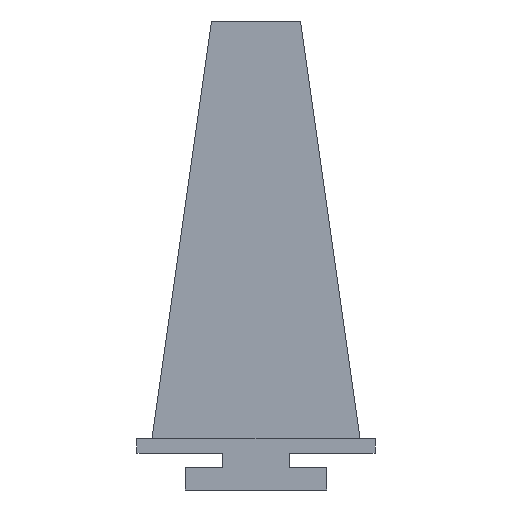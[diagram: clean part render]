
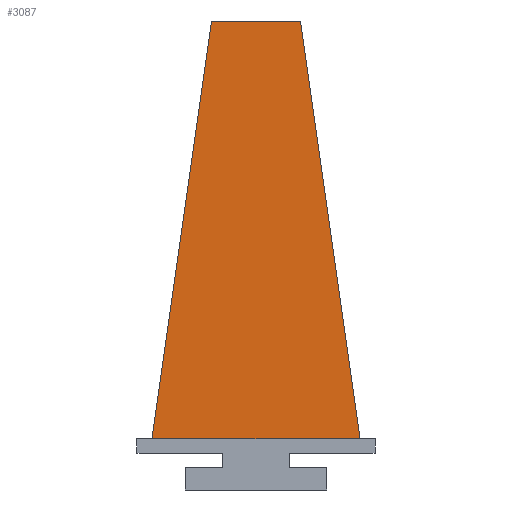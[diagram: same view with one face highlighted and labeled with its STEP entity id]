
A CAD part, front view. The second image highlights one B-rep face of the part: STEP entity #3087.
In plain terms, the highlighted planar face has unit normal (0, -1, 0).
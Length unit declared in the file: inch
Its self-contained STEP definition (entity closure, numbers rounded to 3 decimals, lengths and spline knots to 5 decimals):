
#3060=AXIS2_PLACEMENT_3D('Plane Axis2P3D',#3057,#3058,#3059) ;
#3028=CARTESIAN_POINT('Vertex',(-0.875,0.90625,0.125)) ;
#3031=CARTESIAN_POINT('Line Origine',(-0.625,0.90625,1.875)) ;
#3035=CARTESIAN_POINT('Vertex',(-0.375,0.90625,3.625)) ;
#3057=CARTESIAN_POINT('Axis2P3D Location',(0.875,0.90625,0.125)) ;
#3062=CARTESIAN_POINT('Line Origine',(0.,0.90625,3.625)) ;
#3066=CARTESIAN_POINT('Vertex',(0.375,0.90625,3.625)) ;
#3069=CARTESIAN_POINT('Line Origine',(0.,0.90625,0.125)) ;
#3073=CARTESIAN_POINT('Vertex',(0.875,0.90625,0.125)) ;
#3076=CARTESIAN_POINT('Line Origine',(0.625,0.90625,1.875)) ;
#3032=DIRECTION('Vector Direction',(0.141,0.,0.99)) ;
#3058=DIRECTION('Axis2P3D Direction',(0.,1.,-0.)) ;
#3059=DIRECTION('Axis2P3D XDirection',(-1.,0.,0.)) ;
#3063=DIRECTION('Vector Direction',(-1.,0.,0.)) ;
#3070=DIRECTION('Vector Direction',(-1.,0.,0.)) ;
#3077=DIRECTION('Vector Direction',(-0.141,0.,0.99)) ;
#3033=VECTOR('Line Direction',#3032,0.03937) ;
#3064=VECTOR('Line Direction',#3063,0.03937) ;
#3071=VECTOR('Line Direction',#3070,0.03937) ;
#3078=VECTOR('Line Direction',#3077,0.03937) ;
#3082=ORIENTED_EDGE('',*,*,#3068,.F.) ;
#3083=ORIENTED_EDGE('',*,*,#3037,.F.) ;
#3084=ORIENTED_EDGE('',*,*,#3075,.T.) ;
#3085=ORIENTED_EDGE('',*,*,#3080,.F.) ;
#3087=ADVANCED_FACE('MASTER MODEL',(#3086),#3061,.F.) ;
#3037=EDGE_CURVE('',#3029,#3036,#3034,.T.) ;
#3068=EDGE_CURVE('',#3036,#3067,#3065,.F.) ;
#3075=EDGE_CURVE('',#3029,#3074,#3072,.F.) ;
#3080=EDGE_CURVE('',#3067,#3074,#3079,.F.) ;
#3081=EDGE_LOOP('',(#3082,#3083,#3084,#3085)) ;
#3086=FACE_OUTER_BOUND('',#3081,.T.) ;
#3034=LINE('Line',#3031,#3033) ;
#3065=LINE('Line',#3062,#3064) ;
#3072=LINE('Line',#3069,#3071) ;
#3079=LINE('Line',#3076,#3078) ;
#3061=PLANE('',#3060) ;
#3029=VERTEX_POINT('',#3028) ;
#3036=VERTEX_POINT('',#3035) ;
#3067=VERTEX_POINT('',#3066) ;
#3074=VERTEX_POINT('',#3073) ;
